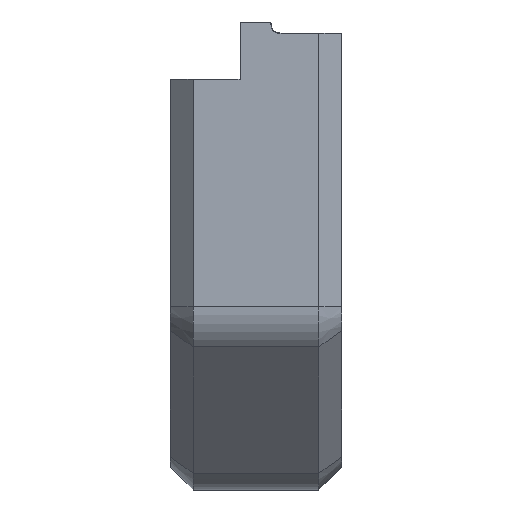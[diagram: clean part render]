
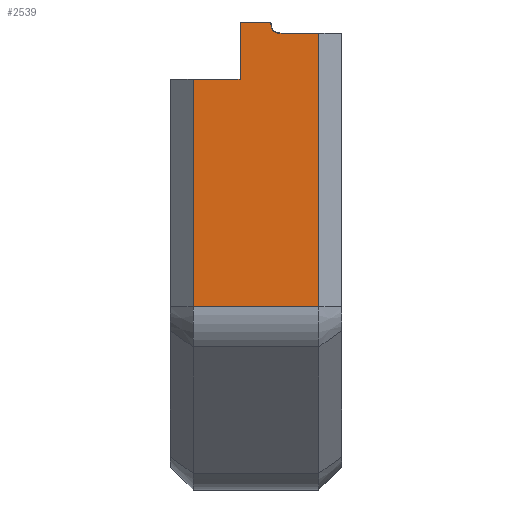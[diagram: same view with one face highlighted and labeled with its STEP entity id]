
A CAD part, left-side view. The second image highlights one B-rep face of the part: STEP entity #2539.
In plain terms, the highlighted planar face has unit normal (-1, 0, 0).
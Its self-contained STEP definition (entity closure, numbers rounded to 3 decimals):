
#29 = EDGE_CURVE ( 'NONE', #4205, #631, #3235, .T. ) ;
#135 = CARTESIAN_POINT ( 'NONE',  ( -59., -1.3, 0.822 ) ) ;
#153 = CARTESIAN_POINT ( 'NONE',  ( -59., -1.334, 0.583 ) ) ;
#164 = CARTESIAN_POINT ( 'NONE',  ( -59., -7.5, -23.929 ) ) ;
#211 = CARTESIAN_POINT ( 'NONE',  ( -59., 5.5, -4. ) ) ;
#224 = CARTESIAN_POINT ( 'NONE',  ( -59., -1.311, 0.684 ) ) ;
#255 = EDGE_CURVE ( 'NONE', #2628, #2717, #3508, .T. ) ;
#273 = PLANE ( 'NONE',  #3901 ) ;
#317 = VECTOR ( 'NONE', #1884, 1000. ) ;
#346 = VECTOR ( 'NONE', #1431, 1000. ) ;
#484 = CARTESIAN_POINT ( 'NONE',  ( -59., -1.369, 0.458 ) ) ;
#538 = CARTESIAN_POINT ( 'NONE',  ( -59., -1.35, 0.52 ) ) ;
#556 = VECTOR ( 'NONE', #2887, 1000. ) ;
#560 = CARTESIAN_POINT ( 'NONE',  ( -59., 5.5, -40. ) ) ;
#631 = VERTEX_POINT ( 'NONE', #3706 ) ;
#715 = EDGE_CURVE ( 'NONE', #1014, #631, #2726, .T. ) ;
#825 = VECTOR ( 'NONE', #2831, 1000. ) ;
#859 = VECTOR ( 'NONE', #2815, 1000. ) ;
#888 = CARTESIAN_POINT ( 'NONE',  ( -59., 1.4, -40. ) ) ;
#938 = CARTESIAN_POINT ( 'NONE',  ( -59., 1.4, -4. ) ) ;
#980 = CARTESIAN_POINT ( 'NONE',  ( -59., -1.909, 0.028 ) ) ;
#1014 = VERTEX_POINT ( 'NONE', #1152 ) ;
#1038 = EDGE_CURVE ( 'NONE', #1417, #2628, #1458, .T. ) ;
#1053 = VERTEX_POINT ( 'NONE', #2159 ) ;
#1089 = CARTESIAN_POINT ( 'NONE',  ( -59., -2.3, 0. ) ) ;
#1093 = CARTESIAN_POINT ( 'NONE',  ( -59., -1.899, 0.03 ) ) ;
#1124 = DIRECTION ( 'NONE',  ( 0., -1., 0. ) ) ;
#1152 = CARTESIAN_POINT ( 'NONE',  ( -59., -5.5, -23.929 ) ) ;
#1208 = ORIENTED_EDGE ( 'NONE', *, *, #255, .T. ) ;
#1209 = CARTESIAN_POINT ( 'NONE',  ( -59., -1.335, 0.576 ) ) ;
#1223 = CARTESIAN_POINT ( 'NONE',  ( -59., -1.3, 1. ) ) ;
#1240 = CARTESIAN_POINT ( 'NONE',  ( -59., 7.5, -40. ) ) ;
#1258 = B_SPLINE_CURVE_WITH_KNOTS ( 'NONE', 3,
 ( #3351, #1630, #1981, #3981, #4096, #980, #1093, #2436, #1655, #3773, #1328, #2666, #3998, #484, #538, #2219, #3134, #1209, #153, #224, #135, #1887 ),
 .UNSPECIFIED., .F., .F.,
 ( 4, 1, 1, 1, 1, 2, 2, 2, 1, 1, 1, 1, 2, 2, 4 ),
 ( 0., 0.125, 0.188, 0.219, 0.234, 0.242, 0.25, 0.5, 0.625, 0.687, 0.719, 0.734, 0.742, 0.75, 1. ),
 .UNSPECIFIED. ) ;
#1328 = CARTESIAN_POINT ( 'NONE',  ( -59., -1.611, 0.129 ) ) ;
#1417 = VERTEX_POINT ( 'NONE', #938 ) ;
#1431 = DIRECTION ( 'NONE',  ( 0., 0., 1. ) ) ;
#1458 = LINE ( 'NONE', #2211, #556 ) ;
#1473 = VECTOR ( 'NONE', #1540, 1000. ) ;
#1540 = DIRECTION ( 'NONE',  ( 0., -1., 0. ) ) ;
#1630 = CARTESIAN_POINT ( 'NONE',  ( -59., -2.211, 0. ) ) ;
#1655 = CARTESIAN_POINT ( 'NONE',  ( -59., -1.892, 0.032 ) ) ;
#1689 = ORIENTED_EDGE ( 'NONE', *, *, #3907, .T. ) ;
#1798 = VECTOR ( 'NONE', #1124, 1000. ) ;
#1884 = DIRECTION ( 'NONE',  ( 0., 0., -1. ) ) ;
#1887 = CARTESIAN_POINT ( 'NONE',  ( -59., -1.3, 1. ) ) ;
#1981 = CARTESIAN_POINT ( 'NONE',  ( -59., -2.093, 0.004 ) ) ;
#2125 = LINE ( 'NONE', #888, #825 ) ;
#2159 = CARTESIAN_POINT ( 'NONE',  ( -59., 1.4, 1. ) ) ;
#2211 = CARTESIAN_POINT ( 'NONE',  ( -59., 7.5, -4. ) ) ;
#2219 = CARTESIAN_POINT ( 'NONE',  ( -59., -1.341, 0.552 ) ) ;
#2242 = EDGE_LOOP ( 'NONE', ( #4230, #1689, #2594, #3276, #3730, #1208, #2474, #3984 ) ) ;
#2337 = CARTESIAN_POINT ( 'NONE',  ( -59., 5.5, -23.929 ) ) ;
#2424 = CARTESIAN_POINT ( 'NONE',  ( -59., -5.5, 0. ) ) ;
#2436 = CARTESIAN_POINT ( 'NONE',  ( -59., -1.893, 0.031 ) ) ;
#2474 = ORIENTED_EDGE ( 'NONE', *, *, #3627, .T. ) ;
#2481 = CARTESIAN_POINT ( 'NONE',  ( -59., 7.5, 0. ) ) ;
#2539 = ADVANCED_FACE ( 'NONE', ( #3550 ), #273, .F. ) ;
#2594 = ORIENTED_EDGE ( 'NONE', *, *, #3089, .F. ) ;
#2628 = VERTEX_POINT ( 'NONE', #211 ) ;
#2666 = CARTESIAN_POINT ( 'NONE',  ( -59., -1.475, 0.264 ) ) ;
#2717 = VERTEX_POINT ( 'NONE', #2337 ) ;
#2726 = LINE ( 'NONE', #2424, #346 ) ;
#2798 = LINE ( 'NONE', #164, #1798 ) ;
#2815 = DIRECTION ( 'NONE',  ( 0., -1., 0. ) ) ;
#2831 = DIRECTION ( 'NONE',  ( 0., 0., -1. ) ) ;
#2881 = DIRECTION ( 'NONE',  ( 1., 0., 0. ) ) ;
#2887 = DIRECTION ( 'NONE',  ( 0., 1., 0. ) ) ;
#3079 = LINE ( 'NONE', #4101, #859 ) ;
#3089 = EDGE_CURVE ( 'NONE', #1053, #3511, #3079, .T. ) ;
#3134 = CARTESIAN_POINT ( 'NONE',  ( -59., -1.337, 0.566 ) ) ;
#3235 = LINE ( 'NONE', #2481, #1473 ) ;
#3276 = ORIENTED_EDGE ( 'NONE', *, *, #4012, .T. ) ;
#3351 = CARTESIAN_POINT ( 'NONE',  ( -59., -2.3, 0. ) ) ;
#3508 = LINE ( 'NONE', #560, #317 ) ;
#3511 = VERTEX_POINT ( 'NONE', #1223 ) ;
#3550 = FACE_OUTER_BOUND ( 'NONE', #2242, .T. ) ;
#3594 = DIRECTION ( 'NONE',  ( 0., 0., -1. ) ) ;
#3627 = EDGE_CURVE ( 'NONE', #2717, #1014, #2798, .T. ) ;
#3706 = CARTESIAN_POINT ( 'NONE',  ( -59., -5.5, 0. ) ) ;
#3730 = ORIENTED_EDGE ( 'NONE', *, *, #1038, .T. ) ;
#3773 = CARTESIAN_POINT ( 'NONE',  ( -59., -1.733, 0.067 ) ) ;
#3901 = AXIS2_PLACEMENT_3D ( 'NONE', #1240, #2881, #3594 ) ;
#3907 = EDGE_CURVE ( 'NONE', #4205, #3511, #1258, .T. ) ;
#3981 = CARTESIAN_POINT ( 'NONE',  ( -59., -1.981, 0.016 ) ) ;
#3984 = ORIENTED_EDGE ( 'NONE', *, *, #715, .T. ) ;
#3998 = CARTESIAN_POINT ( 'NONE',  ( -59., -1.418, 0.344 ) ) ;
#4012 = EDGE_CURVE ( 'NONE', #1053, #1417, #2125, .T. ) ;
#4096 = CARTESIAN_POINT ( 'NONE',  ( -59., -1.932, 0.024 ) ) ;
#4101 = CARTESIAN_POINT ( 'NONE',  ( -59., 1.5, 1. ) ) ;
#4205 = VERTEX_POINT ( 'NONE', #1089 ) ;
#4230 = ORIENTED_EDGE ( 'NONE', *, *, #29, .F. ) ;
